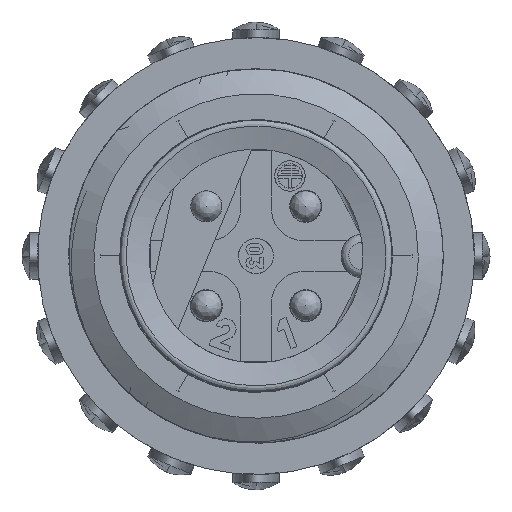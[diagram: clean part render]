
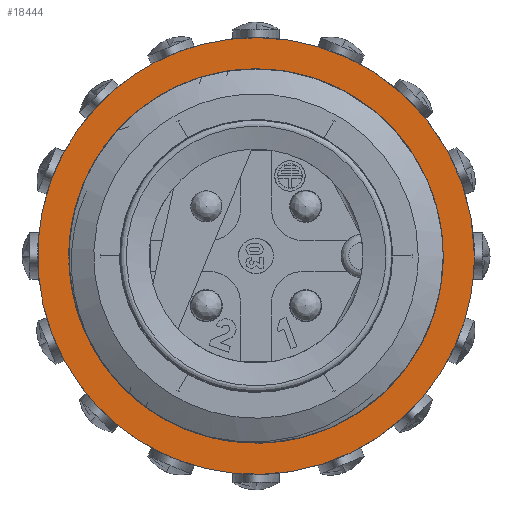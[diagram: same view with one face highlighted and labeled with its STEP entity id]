
A CAD part, left-side view. The second image highlights one B-rep face of the part: STEP entity #18444.
In plain terms, the highlighted free-form (B-spline) face has degree [1, 1] with [2, 2] control points.
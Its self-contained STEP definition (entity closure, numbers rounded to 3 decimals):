
#15466=CARTESIAN_POINT('V164',(-6.746,-2.438,
   45.082));
#15467=VERTEX_POINT('V164',#15466);
#15515=CARTESIAN_POINT('V160',(-6.746,-1.808,
   47.799));
#15516=VERTEX_POINT('V160',#15515);
#15517=CARTESIAN_POINT('E276',(-6.746,-1.808,
   47.799));
#15518=CARTESIAN_POINT('E276',(-6.746,-2.132,
   46.925));
#15519=CARTESIAN_POINT('E276',(-6.746,-2.343,
   46.009));
#15520=CARTESIAN_POINT('E276',(-6.746,-2.438,
   45.082));
#15521=QUASI_UNIFORM_CURVE('E276',3,(#15517,#15518,#15519,#15520),
   .UNSPECIFIED.,.F.,.U.);
#15522=EDGE_CURVE('E276',#15516,#15467,#15521,.T.);
#15846=CARTESIAN_POINT('V159',(-6.746,9.622,
   56.174));
#15847=VERTEX_POINT('V159',#15846);
#15848=CARTESIAN_POINT('E270',(-6.746,9.622,
   56.174));
#15849=CARTESIAN_POINT('E270',(-6.746,6.341,
   56.377));
#15850=CARTESIAN_POINT('E270',(-6.746,3.201,
   55.088));
#15851=CARTESIAN_POINT('E270',(-6.746,-0.001,
   51.636));
#15852=CARTESIAN_POINT('E270',(-6.746,-0.723,
   50.472));
#15853=CARTESIAN_POINT('E270',(-6.746,-1.537,
   48.572));
#15854=CARTESIAN_POINT('E270',(-6.746,-1.614,
   48.322));
#15855=CARTESIAN_POINT('E270',(-6.746,-1.808,
   47.799));
#15856=B_SPLINE_CURVE_WITH_KNOTS('E270',3,(#15848,#15849,#15850,
   #15851,#15852,#15853,#15854,#15855),.UNSPECIFIED.,.F.,.U.,(4,2,2,
   4),(0.0,0.612,0.876,1.0),.UNSPECIFIED.
   );
#15857=EDGE_CURVE('E270',#15847,#15516,#15856,.T.);
#16185=CARTESIAN_POINT('V162',(-6.746,19.932,
   46.453));
#16186=VERTEX_POINT('V162',#16185);
#16187=CARTESIAN_POINT('E274',(-6.746,19.932,
   46.453));
#16188=CARTESIAN_POINT('E274',(-6.746,19.752,
   47.216));
#16189=CARTESIAN_POINT('E274',(-6.746,19.672,
   47.639));
#16190=CARTESIAN_POINT('E274',(-6.746,19.01,
   49.616));
#16191=CARTESIAN_POINT('E274',(-6.746,18.466,
   50.701));
#16192=CARTESIAN_POINT('E274',(-6.746,15.805,
   54.341));
#16193=CARTESIAN_POINT('E274',(-6.746,12.866,
   55.973));
#16194=CARTESIAN_POINT('E274',(-6.746,9.622,
   56.174));
#16195=B_SPLINE_CURVE_WITH_KNOTS('E274',3,(#16187,#16188,#16189,
   #16190,#16191,#16192,#16193,#16194),.UNSPECIFIED.,.F.,.U.,(4,2,2,
   4),(0.0,0.16,0.39,1.0),.UNSPECIFIED.
   );
#16196=EDGE_CURVE('E274',#16186,#15847,#16195,.T.);
#16432=CARTESIAN_POINT('V166',(-6.746,20.222,
   43.679));
#16433=VERTEX_POINT('V166',#16432);
#16434=CARTESIAN_POINT('E280',(-6.746,20.222,
   43.679));
#16435=CARTESIAN_POINT('E280',(-6.746,20.242,
   44.612));
#16436=CARTESIAN_POINT('E280',(-6.746,20.146,
   45.545));
#16437=CARTESIAN_POINT('E280',(-6.746,19.932,
   46.453));
#16438=QUASI_UNIFORM_CURVE('E280',3,(#16434,#16435,#16436,#16437),
   .UNSPECIFIED.,.F.,.U.);
#16439=EDGE_CURVE('E280',#16433,#16186,#16438,.T.);
#16762=CARTESIAN_POINT('V169',(-6.746,8.237,
   33.805));
#16763=VERTEX_POINT('V169',#16762);
#16764=CARTESIAN_POINT('E290',(-6.746,8.237,
   33.805));
#16765=CARTESIAN_POINT('E290',(-6.746,8.828,
   33.768));
#16766=CARTESIAN_POINT('E290',(-6.746,9.421,
   33.777));
#16767=CARTESIAN_POINT('E290',(-6.746,14.332,
   34.221));
#16768=CARTESIAN_POINT('E290',(-6.746,18.15,
   37.015));
#16769=CARTESIAN_POINT('E290',(-6.746,19.934,
   41.771));
#16770=CARTESIAN_POINT('E290',(-6.746,20.204,
   42.805));
#16771=CARTESIAN_POINT('E290',(-6.746,20.222,
   43.679));
#16772=B_SPLINE_CURVE_WITH_KNOTS('E290',3,(#16764,#16765,#16766,
   #16767,#16768,#16769,#16770,#16771),.UNSPECIFIED.,.F.,.U.,(4,2,2,
   4),(0.0,0.103,0.86,1.0),.UNSPECIFIED.
   );
#16773=EDGE_CURVE('E290',#16763,#16433,#16772,.T.);
#17101=CARTESIAN_POINT('E286',(-6.746,-2.438,
   45.082));
#17102=CARTESIAN_POINT('E286',(-6.746,-2.468,
   44.795));
#17103=CARTESIAN_POINT('E286',(-6.746,-2.471,
   44.483));
#17104=CARTESIAN_POINT('E286',(-6.746,-2.376,
   42.024));
#17105=CARTESIAN_POINT('E286',(-6.746,-1.46,
   39.835));
#17106=CARTESIAN_POINT('E286',(-6.746,1.921,
   35.567));
#17107=CARTESIAN_POINT('E286',(-6.746,4.975,
   34.007));
#17108=CARTESIAN_POINT('E286',(-6.746,8.237,
   33.805));
#17109=B_SPLINE_CURVE_WITH_KNOTS('E286',3,(#17101,#17102,#17103,
   #17104,#17105,#17106,#17107,#17108),.UNSPECIFIED.,.F.,.U.,(4,2,2,
   4),(0.0,0.049,0.424,1.0),.UNSPECIFIED.
   );
#17110=EDGE_CURVE('E286',#15467,#16763,#17109,.T.);
#18347=CARTESIAN_POINT('V50',(-6.746,-5.021,
   45.782));
#18348=VERTEX_POINT('V50',#18347);
#18354=CARTESIAN_POINT('E67',(-6.746,-5.021,
   45.782));
#18355=CARTESIAN_POINT('E67',(-6.746,-5.021,
   70.031));
#18356=CARTESIAN_POINT('E67',(-6.746,15.979,
   57.906));
#18357=CARTESIAN_POINT('E67',(-6.746,36.979,
   45.782));
#18358=CARTESIAN_POINT('E67',(-6.746,15.979,
   33.657));
#18359=CARTESIAN_POINT('E67',(-6.746,-5.021,
   21.533));
#18360=CARTESIAN_POINT('E67',(-6.746,-5.021,
   45.782));
#18368=(BOUNDED_CURVE()B_SPLINE_CURVE(2,(#18354,#18355,#18356,
   #18357,#18358,#18359,#18360),.CIRCULAR_ARC.,.T.,.U.)
   B_SPLINE_CURVE_WITH_KNOTS((3,2,2,3),(0.0,0.333,
   0.667,1.0),.UNSPECIFIED.)CURVE()
   GEOMETRIC_REPRESENTATION_ITEM()RATIONAL_B_SPLINE_CURVE((1.0,
   0.5,1.0,0.5,1.0,0.5,1.0)
   )REPRESENTATION_ITEM('E67'));
#18369=EDGE_CURVE('E67',#18348,#18348,#18368,.T.);
#18428=CARTESIAN_POINT('F106',(-6.746,-8.147,
   62.935));
#18429=CARTESIAN_POINT('F106',(-6.746,26.142,
   62.935));
#18430=CARTESIAN_POINT('F106',(-6.746,-8.147,
   28.629));
#18431=CARTESIAN_POINT('F106',(-6.746,26.142,
   28.629));
#18432=QUASI_UNIFORM_SURFACE('F106',1,1,((#18428,#18430),(#18429,
   #18431)),.PLANE_SURF.,.F.,.F.,.U.);
#18433=ORIENTED_EDGE('E67',*,*,#18369,.T.);
#18434=EDGE_LOOP('F106',(#18433));
#18435=FACE_OUTER_BOUND('F106',#18434,.T.);
#18436=ORIENTED_EDGE('E290',*,*,#16773,.T.);
#18437=ORIENTED_EDGE('E280',*,*,#16439,.T.);
#18438=ORIENTED_EDGE('E274',*,*,#16196,.T.);
#18439=ORIENTED_EDGE('E270',*,*,#15857,.T.);
#18440=ORIENTED_EDGE('E276',*,*,#15522,.T.);
#18441=ORIENTED_EDGE('E286',*,*,#17110,.T.);
#18442=EDGE_LOOP('F106',(#18436,#18437,#18438,#18439,#18440,#18441)
   );
#18443=FACE_BOUND('F106',#18442,.T.);
#18444=ADVANCED_FACE('F106',(#18435,#18443),#18432,.T.);
